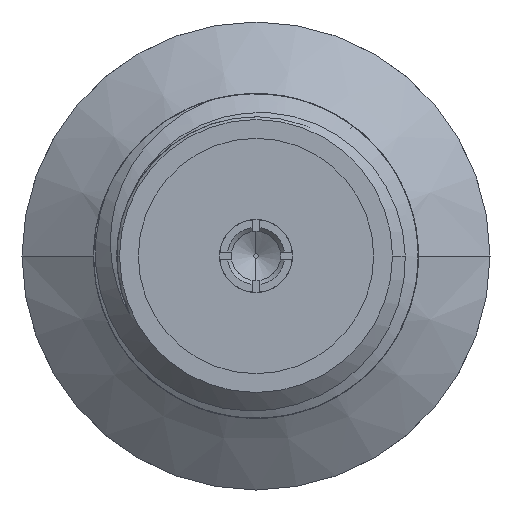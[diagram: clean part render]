
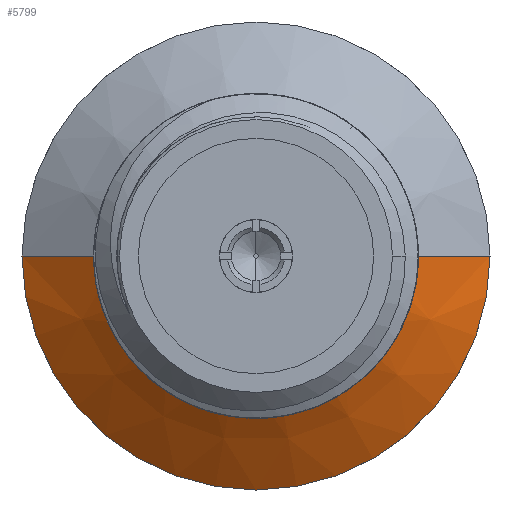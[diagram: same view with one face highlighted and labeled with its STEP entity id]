
A CAD part, left-side view. The second image highlights one B-rep face of the part: STEP entity #5799.
In plain terms, the highlighted conical face has half-angle 53.746 degrees and reference radius 3.619 mm.
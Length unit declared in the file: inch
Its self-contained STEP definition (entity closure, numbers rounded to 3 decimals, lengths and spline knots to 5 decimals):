
#1279=DIRECTION('',(-0.591,0.806,0.));
#1280=VECTOR('',#1279,0.09301);
#1281=CARTESIAN_POINT('',(-0.626,-0.18,0.));
#1282=LINE('',#1281,#1280);
#1283=DIRECTION('',(-0.591,-0.806,0.));
#1284=VECTOR('',#1283,0.09301);
#1285=CARTESIAN_POINT('',(-0.626,0.18,0.));
#1286=LINE('',#1285,#1284);
#1287=CARTESIAN_POINT('',(-0.626,0.,0.));
#1288=DIRECTION('',(1.,0.,0.));
#1289=DIRECTION('',(0.,-1.,0.));
#1290=AXIS2_PLACEMENT_3D('',#1287,#1288,#1289);
#1309=CARTESIAN_POINT('',(-0.681,0.,0.));
#1310=DIRECTION('',(1.,0.,0.));
#1311=DIRECTION('',(0.,-1.,0.));
#1312=AXIS2_PLACEMENT_3D('',#1309,#1310,#1311);
#4100=CARTESIAN_POINT('',(-0.626,-0.18,0.));
#4101=CARTESIAN_POINT('',(-0.626,0.18,0.));
#4102=VERTEX_POINT('',#4100);
#4103=VERTEX_POINT('',#4101);
#4104=CARTESIAN_POINT('',(-0.681,-0.105,0.));
#4105=CARTESIAN_POINT('',(-0.681,0.105,0.));
#4106=VERTEX_POINT('',#4104);
#4107=VERTEX_POINT('',#4105);
#5786=CARTESIAN_POINT('',(-0.6535,0.,0.));
#5787=DIRECTION('',(1.,0.,0.));
#5788=DIRECTION('',(0.,-1.,0.));
#5789=AXIS2_PLACEMENT_3D('',#5786,#5787,#5788);
#5790=CONICAL_SURFACE('',#5789,0.1425,53.746);
#5792=ORIENTED_EDGE('',*,*,#5791,.T.);
#5793=ORIENTED_EDGE('',*,*,#5781,.T.);
#5795=ORIENTED_EDGE('',*,*,#5794,.F.);
#5796=ORIENTED_EDGE('',*,*,#5777,.F.);
#5797=EDGE_LOOP('',(#5792,#5793,#5795,#5796));
#5798=FACE_OUTER_BOUND('',#5797,.F.);
#5799=ADVANCED_FACE('',(#5798),#5790,.T.);
#1291=CIRCLE('',#1290,0.18);
#1313=CIRCLE('',#1312,0.105);
#5777=EDGE_CURVE('',#4102,#4106,#1282,.T.);
#5781=EDGE_CURVE('',#4103,#4107,#1286,.T.);
#5791=EDGE_CURVE('',#4102,#4103,#1291,.T.);
#5794=EDGE_CURVE('',#4106,#4107,#1313,.T.);
